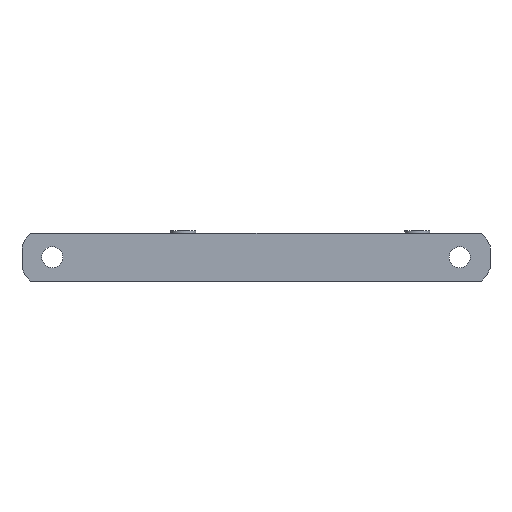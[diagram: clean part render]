
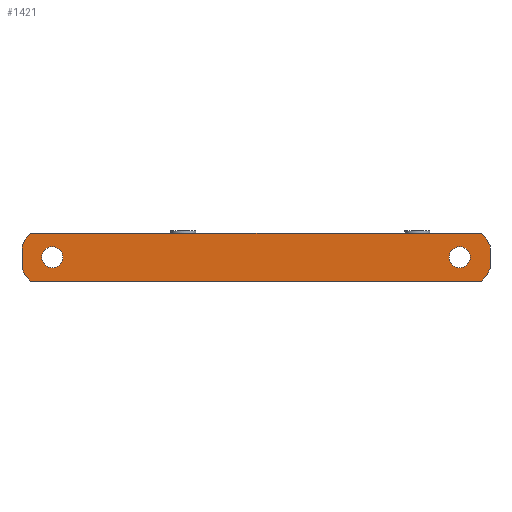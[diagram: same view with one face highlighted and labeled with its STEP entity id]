
A CAD part, left-side view. The second image highlights one B-rep face of the part: STEP entity #1421.
In plain terms, the highlighted planar face has unit normal (-1, 0, 0).
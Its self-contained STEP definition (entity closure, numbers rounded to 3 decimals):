
#46=FACE_BOUND('',#233,.T.);
#47=FACE_BOUND('',#234,.T.);
#79=PLANE('',#1582);
#150=FACE_OUTER_BOUND('',#232,.T.);
#232=EDGE_LOOP('',(#1304,#1305,#1306,#1307,#1308,#1309,#1310,#1311));
#233=EDGE_LOOP('',(#1312));
#234=EDGE_LOOP('',(#1313));
#252=LINE('',#2057,#370);
#280=LINE('',#2160,#398);
#352=LINE('',#2528,#470);
#353=LINE('',#2530,#471);
#370=VECTOR('',#1636,10.);
#398=VECTOR('',#1724,10.);
#470=VECTOR('',#1992,10.);
#471=VECTOR('',#1995,10.);
#486=CIRCLE('',#1457,8.);
#488=CIRCLE('',#1460,8.);
#490=CIRCLE('',#1463,8.);
#492=CIRCLE('',#1466,8.);
#527=CIRCLE('',#1521,2.6);
#528=CIRCLE('',#1523,2.6);
#571=VERTEX_POINT('',#2054);
#572=VERTEX_POINT('',#2056);
#581=VERTEX_POINT('',#2075);
#582=VERTEX_POINT('',#2077);
#584=VERTEX_POINT('',#2083);
#586=VERTEX_POINT('',#2089);
#589=VERTEX_POINT('',#2096);
#590=VERTEX_POINT('',#2098);
#648=VERTEX_POINT('',#2259);
#649=VERTEX_POINT('',#2263);
#716=EDGE_CURVE('',#572,#571,#252,.T.);
#726=EDGE_CURVE('',#582,#581,#486,.T.);
#729=EDGE_CURVE('',#584,#572,#488,.T.);
#733=EDGE_CURVE('',#571,#586,#490,.T.);
#736=EDGE_CURVE('',#590,#589,#492,.T.);
#768=EDGE_CURVE('',#590,#581,#280,.T.);
#820=EDGE_CURVE('',#648,#648,#527,.T.);
#822=EDGE_CURVE('',#649,#649,#528,.T.);
#896=EDGE_CURVE('',#586,#582,#352,.T.);
#897=EDGE_CURVE('',#584,#589,#353,.T.);
#1304=ORIENTED_EDGE('',*,*,#726,.T.);
#1305=ORIENTED_EDGE('',*,*,#768,.F.);
#1306=ORIENTED_EDGE('',*,*,#736,.T.);
#1307=ORIENTED_EDGE('',*,*,#897,.F.);
#1308=ORIENTED_EDGE('',*,*,#729,.T.);
#1309=ORIENTED_EDGE('',*,*,#716,.T.);
#1310=ORIENTED_EDGE('',*,*,#733,.T.);
#1311=ORIENTED_EDGE('',*,*,#896,.T.);
#1312=ORIENTED_EDGE('',*,*,#820,.T.);
#1313=ORIENTED_EDGE('',*,*,#822,.T.);
#1421=ADVANCED_FACE('',(#150,#46,#47),#79,.T.);
#1457=AXIS2_PLACEMENT_3D('',#2078,#1650,#1651);
#1460=AXIS2_PLACEMENT_3D('',#2084,#1657,#1658);
#1463=AXIS2_PLACEMENT_3D('',#2091,#1665,#1666);
#1466=AXIS2_PLACEMENT_3D('',#2099,#1672,#1673);
#1521=AXIS2_PLACEMENT_3D('',#2261,#1831,#1832);
#1523=AXIS2_PLACEMENT_3D('',#2265,#1836,#1837);
#1582=AXIS2_PLACEMENT_3D('',#2529,#1993,#1994);
#1636=DIRECTION('',(0.,1.,0.));
#1650=DIRECTION('center_axis',(-1.,0.,0.));
#1651=DIRECTION('ref_axis',(0.,-1.,0.));
#1657=DIRECTION('center_axis',(-1.,0.,0.));
#1658=DIRECTION('ref_axis',(0.,-1.,0.));
#1665=DIRECTION('center_axis',(-1.,0.,0.));
#1666=DIRECTION('ref_axis',(0.,-1.,0.));
#1672=DIRECTION('center_axis',(-1.,0.,0.));
#1673=DIRECTION('ref_axis',(0.,-1.,0.));
#1724=DIRECTION('',(0.,1.,0.));
#1831=DIRECTION('center_axis',(1.,0.,0.));
#1832=DIRECTION('ref_axis',(0.,1.,0.));
#1836=DIRECTION('center_axis',(1.,0.,0.));
#1837=DIRECTION('ref_axis',(0.,1.,0.));
#1992=DIRECTION('',(0.,0.,-1.));
#1993=DIRECTION('center_axis',(-1.,0.,0.));
#1994=DIRECTION('ref_axis',(0.,1.,0.));
#1995=DIRECTION('',(0.,0.,-1.));
#2054=CARTESIAN_POINT('',(-136.994,86.239,9.8));
#2056=CARTESIAN_POINT('',(-136.994,-25.344,9.8));
#2057=CARTESIAN_POINT('',(-136.994,73.448,9.8));
#2075=CARTESIAN_POINT('',(-136.994,86.239,-2.2));
#2077=CARTESIAN_POINT('',(-136.994,88.448,1.016));
#2078=CARTESIAN_POINT('Origin',(-136.994,80.948,3.8));
#2083=CARTESIAN_POINT('',(-136.994,-27.552,6.584));
#2084=CARTESIAN_POINT('Origin',(-136.994,-20.052,3.8));
#2089=CARTESIAN_POINT('',(-136.994,88.448,6.584));
#2091=CARTESIAN_POINT('Origin',(-136.994,80.948,3.8));
#2096=CARTESIAN_POINT('',(-136.994,-27.552,1.016));
#2098=CARTESIAN_POINT('',(-136.994,-25.344,-2.2));
#2099=CARTESIAN_POINT('Origin',(-136.994,-20.052,3.8));
#2160=CARTESIAN_POINT('',(-136.994,73.448,-2.2));
#2259=CARTESIAN_POINT('',(-136.994,78.348,3.8));
#2261=CARTESIAN_POINT('Origin',(-136.994,80.948,3.8));
#2263=CARTESIAN_POINT('',(-136.994,-22.652,3.8));
#2265=CARTESIAN_POINT('Origin',(-136.994,-20.052,3.8));
#2528=CARTESIAN_POINT('',(-136.994,88.448,9.8));
#2529=CARTESIAN_POINT('Origin',(-136.994,-27.552,9.8));
#2530=CARTESIAN_POINT('',(-136.994,-27.552,9.8));
